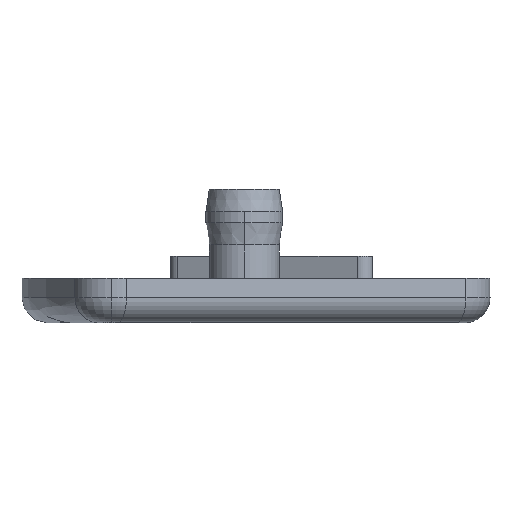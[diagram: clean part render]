
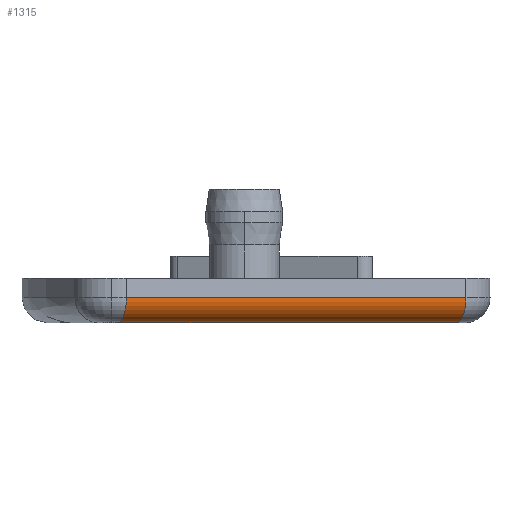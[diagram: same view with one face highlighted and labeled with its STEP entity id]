
A CAD part, left-side view. The second image highlights one B-rep face of the part: STEP entity #1315.
In plain terms, the highlighted cylindrical face has radius 2.25 mm (diameter 4.5 mm), a partial arc.
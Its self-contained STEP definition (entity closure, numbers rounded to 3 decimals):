
#10 = AXIS2_PLACEMENT_3D ( 'NONE', #1851, #1285, #1859 ) ;
#53 = VERTEX_POINT ( 'NONE', #307 ) ;
#122 = ORIENTED_EDGE ( 'NONE', *, *, #1129, .T. ) ;
#126 = LINE ( 'NONE', #1832, #442 ) ;
#307 = CARTESIAN_POINT ( 'NONE',  ( -14.514, -19.081, -4. ) ) ;
#322 = DIRECTION ( 'NONE',  ( 0.383, -0.924, 0. ) ) ;
#442 = VECTOR ( 'NONE', #848, 1000. ) ;
#465 = DIRECTION ( 'NONE',  ( 0.924, 0.383, 0. ) ) ;
#488 = EDGE_CURVE ( 'NONE', #622, #1081, #1843, .T. ) ;
#518 = DIRECTION ( 'NONE',  ( -0.383, 0.924, 0. ) ) ;
#622 = VERTEX_POINT ( 'NONE', #738 ) ;
#665 = DIRECTION ( 'NONE',  ( 0.513, 0.213, -0.831 ) ) ;
#684 = DIRECTION ( 'NONE',  ( 0.383, -0.924, 0. ) ) ;
#738 = CARTESIAN_POINT ( 'NONE',  ( -16.593, -19.942, -1.75 ) ) ;
#772 = AXIS2_PLACEMENT_3D ( 'NONE', #1750, #322, #465 ) ;
#784 = ORIENTED_EDGE ( 'NONE', *, *, #1565, .F. ) ;
#841 = CARTESIAN_POINT ( 'NONE',  ( -29.245, 10.603, -1.75 ) ) ;
#848 = DIRECTION ( 'NONE',  ( 0.383, -0.924, 0. ) ) ;
#965 = CARTESIAN_POINT ( 'NONE',  ( -14.514, -19.081, -1.75 ) ) ;
#1050 = ORIENTED_EDGE ( 'NONE', *, *, #1065, .T. ) ;
#1065 = EDGE_CURVE ( 'NONE', #1081, #1554, #1080, .T. ) ;
#1066 = VECTOR ( 'NONE', #518, 1000. ) ;
#1075 = FACE_OUTER_BOUND ( 'NONE', #1249, .T. ) ;
#1080 = CIRCLE ( 'NONE', #10, 2.25 ) ;
#1081 = VERTEX_POINT ( 'NONE', #841 ) ;
#1082 = CARTESIAN_POINT ( 'NONE',  ( -27.166, 11.464, -4. ) ) ;
#1129 = EDGE_CURVE ( 'NONE', #1554, #53, #126, .T. ) ;
#1249 = EDGE_LOOP ( 'NONE', ( #784, #1648, #1050, #122 ) ) ;
#1285 = DIRECTION ( 'NONE',  ( 0.383, -0.924, 0. ) ) ;
#1315 = ADVANCED_FACE ( 'NONE', ( #1075 ), #1482, .T. ) ;
#1471 = CIRCLE ( 'NONE', #1823, 2.25 ) ;
#1482 = CYLINDRICAL_SURFACE ( 'NONE', #772, 2.25 ) ;
#1554 = VERTEX_POINT ( 'NONE', #1082 ) ;
#1565 = EDGE_CURVE ( 'NONE', #622, #53, #1471, .T. ) ;
#1648 = ORIENTED_EDGE ( 'NONE', *, *, #488, .T. ) ;
#1701 = CARTESIAN_POINT ( 'NONE',  ( -25.986, 2.735, -1.75 ) ) ;
#1750 = CARTESIAN_POINT ( 'NONE',  ( -23.907, 3.597, -1.75 ) ) ;
#1823 = AXIS2_PLACEMENT_3D ( 'NONE', #965, #684, #665 ) ;
#1832 = CARTESIAN_POINT ( 'NONE',  ( -27.166, 11.464, -4. ) ) ;
#1843 = LINE ( 'NONE', #1701, #1066 ) ;
#1851 = CARTESIAN_POINT ( 'NONE',  ( -27.166, 11.464, -1.75 ) ) ;
#1859 = DIRECTION ( 'NONE',  ( 0.924, 0.383, 0. ) ) ;
